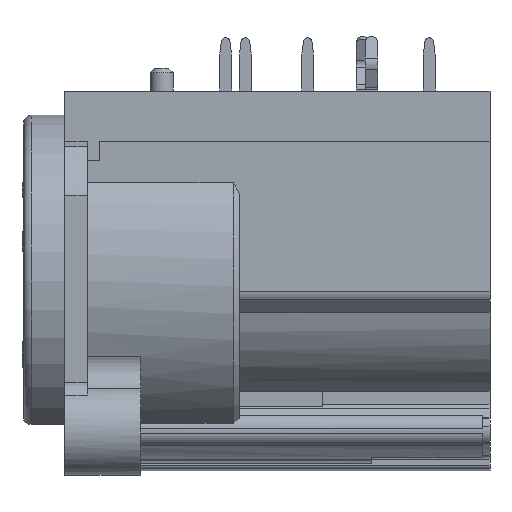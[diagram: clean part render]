
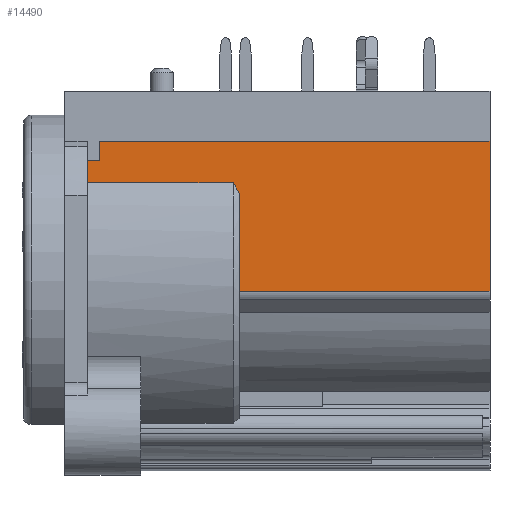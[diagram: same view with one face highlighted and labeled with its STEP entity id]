
A CAD part, left-side view. The second image highlights one B-rep face of the part: STEP entity #14490.
In plain terms, the highlighted planar face has unit normal (-1, 0, 0).
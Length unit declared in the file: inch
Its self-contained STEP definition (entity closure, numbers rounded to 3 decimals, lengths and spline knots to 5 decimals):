
#39=(
BOUNDED_CURVE()
B_SPLINE_CURVE(2,(#20575,#20576,#20577),.UNSPECIFIED.,.F.,.F.)
B_SPLINE_CURVE_WITH_KNOTS((3,3),(0.,0.08059),.UNSPECIFIED.)
CURVE()
GEOMETRIC_REPRESENTATION_ITEM()
RATIONAL_B_SPLINE_CURVE((1.,1.001,1.))
REPRESENTATION_ITEM('')
);
#565=FACE_OUTER_BOUND('',#1320,.T.);
#1320=EDGE_LOOP('',(#9360,#9361,#9362,#9363,#9364,#9365,#9366,#9367,#9368,
#9369));
#2230=LINE('',#20511,#3986);
#2251=LINE('',#20565,#4007);
#2252=LINE('',#20567,#4008);
#2253=LINE('',#20569,#4009);
#2254=LINE('',#20571,#4010);
#2255=LINE('',#20573,#4011);
#2256=LINE('',#20578,#4012);
#2257=LINE('',#20580,#4013);
#2258=LINE('',#20581,#4014);
#3986=VECTOR('',#16635,0.3937);
#4007=VECTOR('',#16664,0.3937);
#4008=VECTOR('',#16665,0.3937);
#4009=VECTOR('',#16666,0.3937);
#4010=VECTOR('',#16667,0.3937);
#4011=VECTOR('',#16668,0.3937);
#4012=VECTOR('',#16669,0.3937);
#4013=VECTOR('',#16670,0.3937);
#4014=VECTOR('',#16671,0.3937);
#5720=VERTEX_POINT('',#20507);
#5721=VERTEX_POINT('',#20509);
#5743=VERTEX_POINT('',#20563);
#5744=VERTEX_POINT('',#20564);
#5745=VERTEX_POINT('',#20566);
#5746=VERTEX_POINT('',#20568);
#5747=VERTEX_POINT('',#20570);
#5748=VERTEX_POINT('',#20572);
#5749=VERTEX_POINT('',#20574);
#5750=VERTEX_POINT('',#20579);
#7136=EDGE_CURVE('',#5721,#5720,#2230,.T.);
#7159=EDGE_CURVE('',#5743,#5744,#2251,.T.);
#7160=EDGE_CURVE('',#5745,#5743,#2252,.T.);
#7161=EDGE_CURVE('',#5746,#5745,#2253,.T.);
#7162=EDGE_CURVE('',#5747,#5746,#2254,.T.);
#7163=EDGE_CURVE('',#5748,#5747,#2255,.T.);
#7164=EDGE_CURVE('',#5749,#5748,#39,.T.);
#7165=EDGE_CURVE('',#5720,#5749,#2256,.T.);
#7166=EDGE_CURVE('',#5750,#5721,#2257,.T.);
#7167=EDGE_CURVE('',#5750,#5744,#2258,.T.);
#9360=ORIENTED_EDGE('',*,*,#7159,.F.);
#9361=ORIENTED_EDGE('',*,*,#7160,.F.);
#9362=ORIENTED_EDGE('',*,*,#7161,.F.);
#9363=ORIENTED_EDGE('',*,*,#7162,.F.);
#9364=ORIENTED_EDGE('',*,*,#7163,.F.);
#9365=ORIENTED_EDGE('',*,*,#7164,.F.);
#9366=ORIENTED_EDGE('',*,*,#7165,.F.);
#9367=ORIENTED_EDGE('',*,*,#7136,.F.);
#9368=ORIENTED_EDGE('',*,*,#7166,.F.);
#9369=ORIENTED_EDGE('',*,*,#7167,.T.);
#13140=PLANE('',#15307);
#14490=ADVANCED_FACE('',(#565),#13140,.T.);
#15307=AXIS2_PLACEMENT_3D('',#20562,#16662,#16663);
#16635=DIRECTION('',(0.,1.,0.));
#16662=DIRECTION('center_axis',(-1.,0.,0.));
#16663=DIRECTION('ref_axis',(0.,0.,1.));
#16664=DIRECTION('',(0.,-1.,0.));
#16665=DIRECTION('',(0.,0.,1.));
#16666=DIRECTION('',(0.,-1.,0.));
#16667=DIRECTION('',(0.,0.,1.));
#16668=DIRECTION('',(0.,1.,0.));
#16669=DIRECTION('',(0.,0.,1.));
#16670=DIRECTION('',(0.,0.,-1.));
#16671=DIRECTION('',(0.,1.,0.));
#20507=CARTESIAN_POINT('',(-0.34547,-0.51969,-0.02697));
#20509=CARTESIAN_POINT('',(-0.34547,-1.16929,-0.02697));
#20511=CARTESIAN_POINT('',(-0.34547,-1.16929,-0.02697));
#20562=CARTESIAN_POINT('Origin',(-0.34547,-1.16929,-0.02697));
#20563=CARTESIAN_POINT('',(-0.34547,-0.15748,0.3622));
#20564=CARTESIAN_POINT('',(-0.34547,-0.73031,0.3622));
#20565=CARTESIAN_POINT('',(-0.34547,-0.64764,0.3622));
#20566=CARTESIAN_POINT('',(-0.34547,-0.15748,0.31646));
#20567=CARTESIAN_POINT('',(-0.34547,-0.15748,-0.01349));
#20568=CARTESIAN_POINT('',(-0.34547,-0.12598,0.31646));
#20569=CARTESIAN_POINT('',(-0.34547,-0.12598,0.31646));
#20570=CARTESIAN_POINT('',(-0.34547,-0.12598,0.25457));
#20571=CARTESIAN_POINT('',(-0.34547,-0.12598,-0.01349));
#20572=CARTESIAN_POINT('',(-0.34547,-0.50394,0.25457));
#20573=CARTESIAN_POINT('',(-0.34547,-0.12598,0.25457));
#20574=CARTESIAN_POINT('',(-0.34547,-0.51969,0.22703));
#20575=CARTESIAN_POINT('Ctrl Pts',(-0.34547,-0.51969,
0.22703));
#20576=CARTESIAN_POINT('Ctrl Pts',(-0.34547,-0.51226,
0.24054));
#20577=CARTESIAN_POINT('Ctrl Pts',(-0.34547,-0.50394,
0.25457));
#20578=CARTESIAN_POINT('',(-0.34547,-0.51969,-0.01349));
#20579=CARTESIAN_POINT('',(-0.34547,-1.16929,0.36221));
#20580=CARTESIAN_POINT('',(-0.34547,-1.16929,0.36221));
#20581=CARTESIAN_POINT('',(-0.34547,-1.16929,0.36221));
